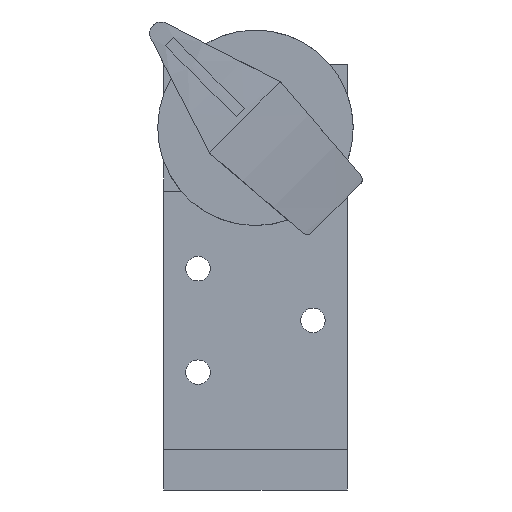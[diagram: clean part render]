
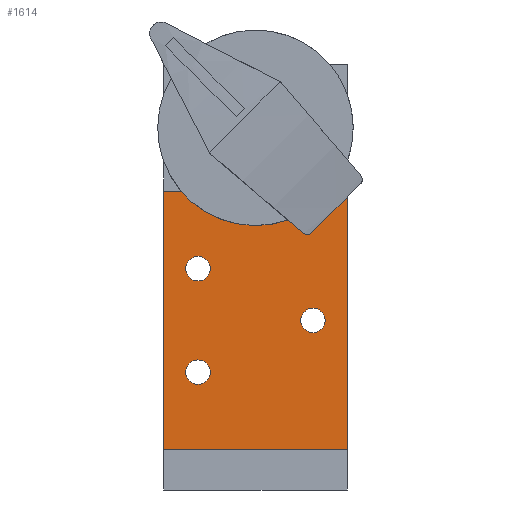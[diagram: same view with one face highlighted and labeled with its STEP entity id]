
A CAD part, front view. The second image highlights one B-rep face of the part: STEP entity #1614.
In plain terms, the highlighted planar face has unit normal (0, -1, 0).
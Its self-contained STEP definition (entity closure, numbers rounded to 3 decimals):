
#1134=CARTESIAN_POINT('',(12.125,-9.,0.));
#1135=VERTEX_POINT('',#1134);
#1136=CARTESIAN_POINT('',(10.,-9.,0.));
#1137=DIRECTION('',(0.0,1.0,0.0));
#1138=DIRECTION('',(-1.0,0.0,0.0));
#1139=AXIS2_PLACEMENT_3D('',#1136,#1137,#1138);
#1140=CIRCLE('',#1139,2.125);
#1141=EDGE_CURVE('',#1135,#1135,#1140,.T.);
#1162=CARTESIAN_POINT('',(-7.875,-9.,-9.));
#1163=VERTEX_POINT('',#1162);
#1164=CARTESIAN_POINT('',(-10.,-9.,-9.));
#1165=DIRECTION('',(0.0,1.0,0.0));
#1166=DIRECTION('',(-1.0,0.0,0.0));
#1167=AXIS2_PLACEMENT_3D('',#1164,#1165,#1166);
#1168=CIRCLE('',#1167,2.125);
#1169=EDGE_CURVE('',#1163,#1163,#1168,.T.);
#1190=CARTESIAN_POINT('',(-7.875,-9.,9.));
#1191=VERTEX_POINT('',#1190);
#1192=CARTESIAN_POINT('',(-10.,-9.,9.));
#1193=DIRECTION('',(0.0,1.0,0.0));
#1194=DIRECTION('',(-1.0,0.0,0.0));
#1195=AXIS2_PLACEMENT_3D('',#1192,#1193,#1194);
#1196=CIRCLE('',#1195,2.125);
#1197=EDGE_CURVE('',#1191,#1191,#1196,.T.);
#1506=CARTESIAN_POINT('',(-16.,-9.0,-22.5));
#1507=VERTEX_POINT('',#1506);
#1522=CARTESIAN_POINT('',(16.0,-9.,-22.5));
#1523=VERTEX_POINT('',#1522);
#1530=CARTESIAN_POINT('',(-16.,-9.0,-22.5));
#1531=DIRECTION('',(1.0,0.0,0.0));
#1532=VECTOR('',#1531,32.);
#1533=LINE('',#1530,#1532);
#1534=EDGE_CURVE('',#1507,#1523,#1533,.T.);
#1552=CARTESIAN_POINT('',(16.0,-9.,22.5));
#1553=VERTEX_POINT('',#1552);
#1560=CARTESIAN_POINT('',(16.0,-9.,22.5));
#1561=DIRECTION('',(0.0,0.0,-1.0));
#1562=VECTOR('',#1561,45.);
#1563=LINE('',#1560,#1562);
#1564=EDGE_CURVE('',#1553,#1523,#1563,.T.);
#1582=CARTESIAN_POINT('',(16.0,-9.,0.));
#1583=DIRECTION('',(0.0,-1.0,0.0));
#1584=DIRECTION('',(0.0,0.0,-1.0));
#1585=AXIS2_PLACEMENT_3D('',#1582,#1583,#1584);
#1586=PLANE('',#1585);
#1587=CARTESIAN_POINT('',(-16.,-9.0,22.5));
#1588=VERTEX_POINT('',#1587);
#1589=CARTESIAN_POINT('',(16.0,-9.,22.5));
#1590=DIRECTION('',(-1.0,0.0,0.0));
#1591=VECTOR('',#1590,32.);
#1592=LINE('',#1589,#1591);
#1593=EDGE_CURVE('',#1553,#1588,#1592,.T.);
#1594=ORIENTED_EDGE('',*,*,#1593,.T.);
#1595=CARTESIAN_POINT('',(-16.,-9.0,22.5));
#1596=DIRECTION('',(0.0,0.0,-1.0));
#1597=VECTOR('',#1596,45.);
#1598=LINE('',#1595,#1597);
#1599=EDGE_CURVE('',#1588,#1507,#1598,.T.);
#1600=ORIENTED_EDGE('',*,*,#1599,.T.);
#1601=ORIENTED_EDGE('',*,*,#1534,.T.);
#1602=ORIENTED_EDGE('',*,*,#1564,.F.);
#1603=EDGE_LOOP('',(#1594,#1600,#1601,#1602));
#1604=FACE_OUTER_BOUND('',#1603,.T.);
#1605=ORIENTED_EDGE('',*,*,#1141,.T.);
#1606=EDGE_LOOP('',(#1605));
#1607=FACE_BOUND('',#1606,.T.);
#1608=ORIENTED_EDGE('',*,*,#1169,.T.);
#1609=EDGE_LOOP('',(#1608));
#1610=FACE_BOUND('',#1609,.T.);
#1611=ORIENTED_EDGE('',*,*,#1197,.T.);
#1612=EDGE_LOOP('',(#1611));
#1613=FACE_BOUND('',#1612,.T.);
#1614=ADVANCED_FACE('',(#1604,#1607,#1610,#1613),#1586,.T.);
